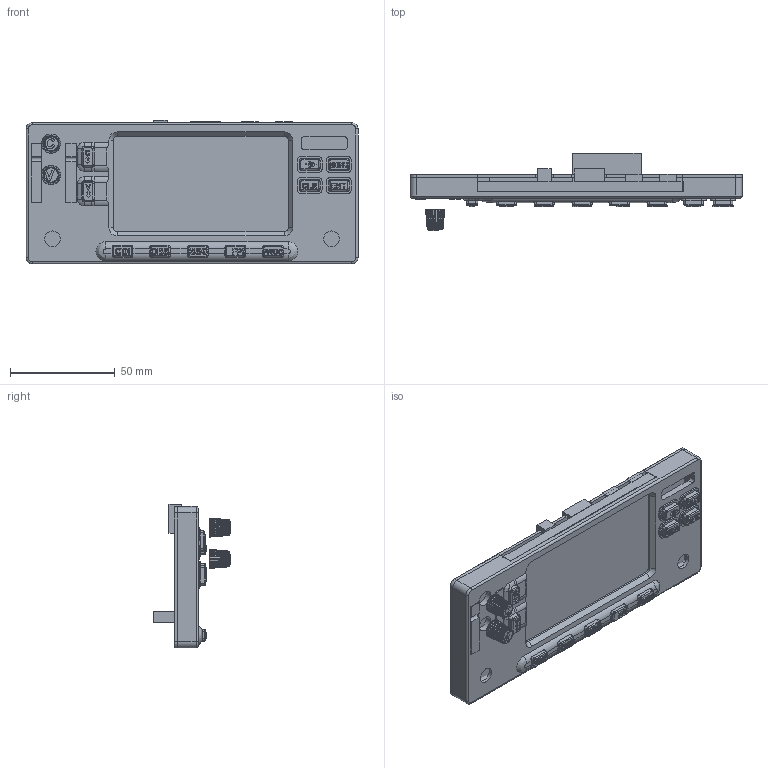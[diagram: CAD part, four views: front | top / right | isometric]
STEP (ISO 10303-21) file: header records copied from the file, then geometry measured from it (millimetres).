
FILE_DESCRIPTION(/* description */ (''),/* implementation_level */ '2;1');
FILE_NAME(/* name */ 'GNS 430 v16.step',/* time_stamp */ '2025-04-24T20:21:06-06:00',/* author */ (''),/* organization */ (''),/* preprocessor_version */ 'ST-DEVELOPER v20.1',/* originating_system */ 'Autodesk Translation Framework v14.4.0.0',/* authorisation */ '');
FILE_SCHEMA (('AUTOMOTIVE_DESIGN { 1 0 10303 214 3 1 1 }'));
Products named in the file (21): GNS 430; GNS 430 Faceplate; Bunps/Texture; GNS 530_SD Card v1; GNS 430_Monitor; Buttons; C; PROC; -D->; MENU; CLR; ENT; FPL; CDI; V; OBS; MSG; Volume Knobs; C Knob; V Knob; PCB OUTLINE
Assembly tree (21 placements, depth 3):
  GNS 430
    GNS 430 Faceplate
      Bunps/Texture
      GNS 530_SD Card v1  x2
    GNS 430_Monitor
    Buttons
      C
      PROC
      -D->
      MENU
      CLR
      ENT
      FPL
      CDI
      V
      OBS
      MSG
    Volume Knobs
      C Knob
      V Knob
    PCB OUTLINE
Bounding box: 158.75 x 37 x 68.85 mm (x, y, z)
Volume: 77910.4 mm3; surface area: 67725.4 mm2
Topology: 25 solids, 25 shells, 2062 faces, 5426 edges, 3378 vertices
Faces by surface type: plane 796, bspline 772, cylinder 406, torus 44, cone 44
Full cylindrical faces by diameter (mm): 1 x2, 6.5 x2, 7.5 x4, 18 x2
Entity records: 75994 total; most frequent: CARTESIAN_POINT 29415, ORIENTED_EDGE 10656, DIRECTION 7733, EDGE_CURVE 5328, VERTEX_POINT 3366, LINE 2617, VECTOR 2617, AXIS2_PLACEMENT_3D 2558
